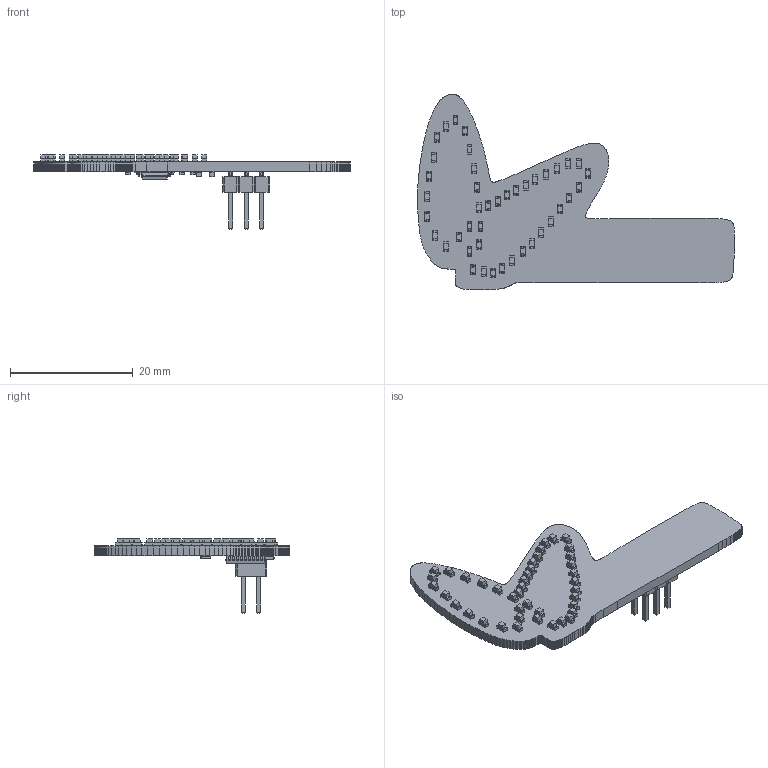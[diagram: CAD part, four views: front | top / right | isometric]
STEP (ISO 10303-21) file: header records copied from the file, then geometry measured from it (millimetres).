
FILE_DESCRIPTION(('KiCad electronic assembly'),'2;1');
FILE_NAME('SAO_Attraktor.step','2025-01-13T20:00:57',('Pcbnew'),('Kicad' ),'Open CASCADE STEP processor 7.8','KiCad to STEP converter', 'Unknown');
FILE_SCHEMA(('AUTOMOTIVE_DESIGN { 1 0 10303 214 1 1 1 1 }'));
Length unit declared in the file: millimetre
Products named in the file (12): SAO_Attraktor 1; LED_0603_1608Metric; R_0603_1608Metric; PinHeader_2x03_P2.54mm_Vertical_SMD; PinHeader_2x03_P254mm_Vertical_SMD; C_0603_1608Metric; TSSOP-20_4.4x6.5mm_P0.65mm; TSSOP_20_44x65mm_P065mm; SAO_Attraktor_PCB
Assembly tree (59 placements, depth 3):
  SAO_Attraktor 1
    LED_0603_1608Metric  x42
      LED_0603_1608Metric
    R_0603_1608Metric  x7
      R_0603_1608Metric
    PinHeader_2x03_P2.54mm_Vertical_SMD
      PinHeader_2x03_P254mm_Vertical_SMD
    C_0603_1608Metric  x2
      C_0603_1608Metric
    TSSOP-20_4.4x6.5mm_P0.65mm
      TSSOP_20_44x65mm_P065mm
    SAO_Attraktor_PCB
Bounding box: 51.6 x 31.84 x 12.1 mm (x, y, z)
Volume: 1608.9 mm3; surface area: 2736.6 mm2
Topology: 54 solids, 54 shells, 3243 faces, 8712 edges, 5636 vertices
Faces by surface type: plane 2696, cylinder 503, bspline 44
Full cylindrical faces by diameter (mm): 0.5 x1
Entity records: 36101 total; most frequent: CARTESIAN_POINT 5810, ORIENTED_EDGE 5558, DIRECTION 5027, EDGE_CURVE 2779, LINE 2517, VECTOR 2517, VERTEX_POINT 1798, AXIS2_PLACEMENT_3D 1255
